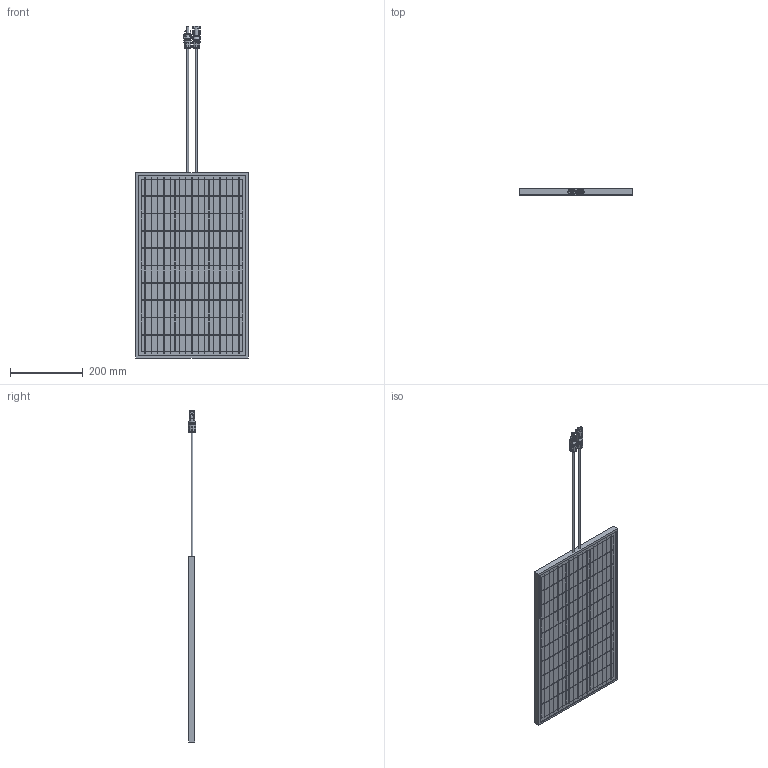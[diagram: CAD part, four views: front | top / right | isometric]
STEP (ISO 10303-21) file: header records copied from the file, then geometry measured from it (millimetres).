
FILE_DESCRIPTION(/* description */ ('STEP AP242','CAx-IF Rec.Pracs.---Representation and Presentation of Product Manufacturing Information (PMI)---4.0---2014-10-13','CAx-IF Rec.Pracs.---3D Tessellated Geometry---0.4---2014-09-14','2;1'),/* implementation_level */ '2;1');
FILE_NAME(/* name */ '657887d791a34162ca1f18dc',/* time_stamp */ '2023-12-12T16:18:32Z',/* author */ (''),/* organization */ (''),/* preprocessor_version */ 'ST-DEVELOPER v19.4',/* originating_system */ ' ',/* authorisation */ ' ');
FILE_SCHEMA (('AP242_MANAGED_MODEL_BASED_3D_ENGINEERING_MIM_LF { 1 0 10303 442 1 1 4 }'));
Length unit declared in the file: metre
Products named in the file (54): P152; W249 / W251 <1>; Part 2; Part 1; Part 3; Part 4; MC4_female; MC4_male; id39; id44; id49; id54; id59; id64; id69; id74; id79; id84; id89; id94; id99; id104; id109; id114; id119; id124; id129; id134; id139; id144; id149; id154; id159; id164; id169; id174; id179; id184; id189; id194 ...
Assembly tree (53 placements, depth 3):
  P152
    W249 / W251 <1>
      Part 2
      Part 1
      Part 3
      Part 4
      MC4_female
      MC4_male
    id39
    id44
    id49
    id54
    id59
    id64
    id69
    id74
    id79
    id84
    id89
    id94
    id99
    id104
    id109
    id114
    id119
    id124
    id129
    id134
    id139
    id144
    id149
    id154
    id159
    id164
    id169
    id174
    id179
    id184
    id189
    id194
    id199
    id204
    id209
    id214
    id219
    id224
    id229
    id234
    Base
    id244
    id249
    id254
    id259
    id264
Bounding box: 307 x 20 x 909.7 mm (x, y, z)
Volume: 751901.8 mm3; surface area: 715339.3 mm2
Topology: 52 solids, 52 shells, 574 faces, 1332 edges, 893 vertices
Faces by surface type: plane 456, cylinder 96, torus 9, cone 9, bspline 4
Full cylindrical faces by diameter (mm): 2.257 x2, 4.411 x1, 5 x3, 8.004 x2, 9 x8, 10 x1, 11 x2, 11.018 x1, 12 x2, 20 x4
Entity records: 18764 total; most frequent: CARTESIAN_POINT 4487, DIRECTION 2674, ORIENTED_EDGE 2584, EDGE_CURVE 1292, LINE 980, VECTOR 980, VERTEX_POINT 885, AXIS2_PLACEMENT_3D 847
